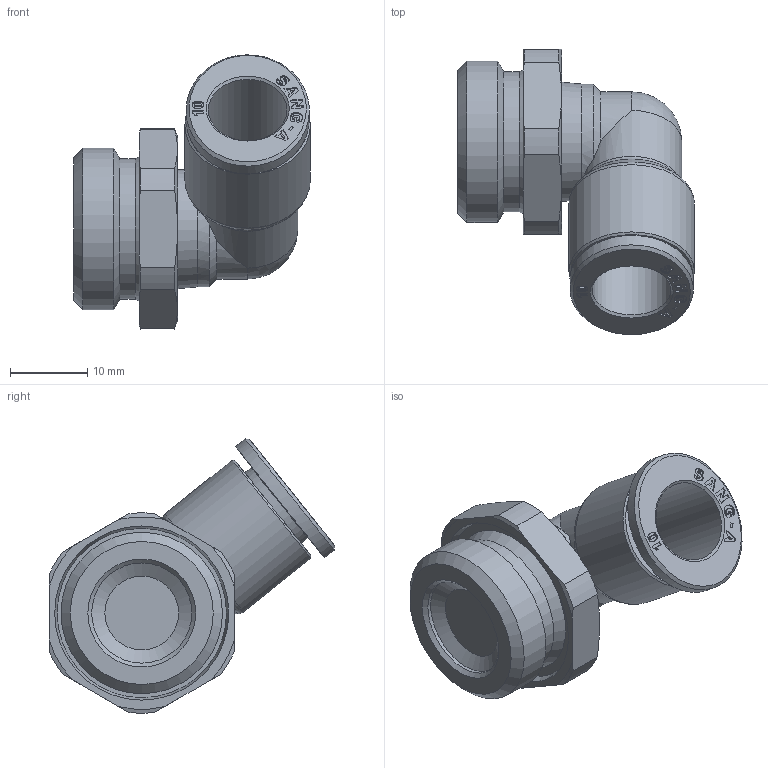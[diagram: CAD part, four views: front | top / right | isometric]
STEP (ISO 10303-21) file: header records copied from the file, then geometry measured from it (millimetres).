
FILE_DESCRIPTION(/* description */ ('Unknown'),/* implementation_level */ '2;1');
FILE_NAME(/* name */ 'P4G.10.1;2',/* time_stamp */ '2019-10-17T13:13:41-04:00',/* author */ ('Unknown'),/* organization */ ('Unknown'),/* preprocessor_version */ 'ST-DEVELOPER v16.7',/* originating_system */ 'DEX',/* authorisation */ $);
FILE_SCHEMA (('AUTOMOTIVE_DESIGN {1 0 10303 214 3 1 1}'));
Length unit declared in the file: millimetre
Products named in the file (3): P4G.10.1;2; FILET P4G.1;2G; COUDE P4G.10
Assembly tree (2 placements, depth 2):
  P4G.10.1;2
    FILET P4G.1;2G
    COUDE P4G.10
Bounding box: 30.75 x 37.04 x 35.59 mm (x, y, z)
Volume: 8937.6 mm3; surface area: 4924.3 mm2
Topology: 2 solids, 2 shells, 442 faces, 1247 edges, 825 vertices
Faces by surface type: plane 392, cone 24, cylinder 17, bspline 6, torus 2, sphere 1
Full cylindrical faces by diameter (mm): 10.2 x1, 11.7 x1, 13 x2, 15 x1, 16.3 x1, 18.2 x1, 20.955 x1
Entity records: 14231 total; most frequent: CARTESIAN_POINT 2899, ORIENTED_EDGE 2440, DIRECTION 2117, EDGE_CURVE 1220, LINE 1117, VECTOR 1117, VERTEX_POINT 821, AXIS2_PLACEMENT_3D 500
